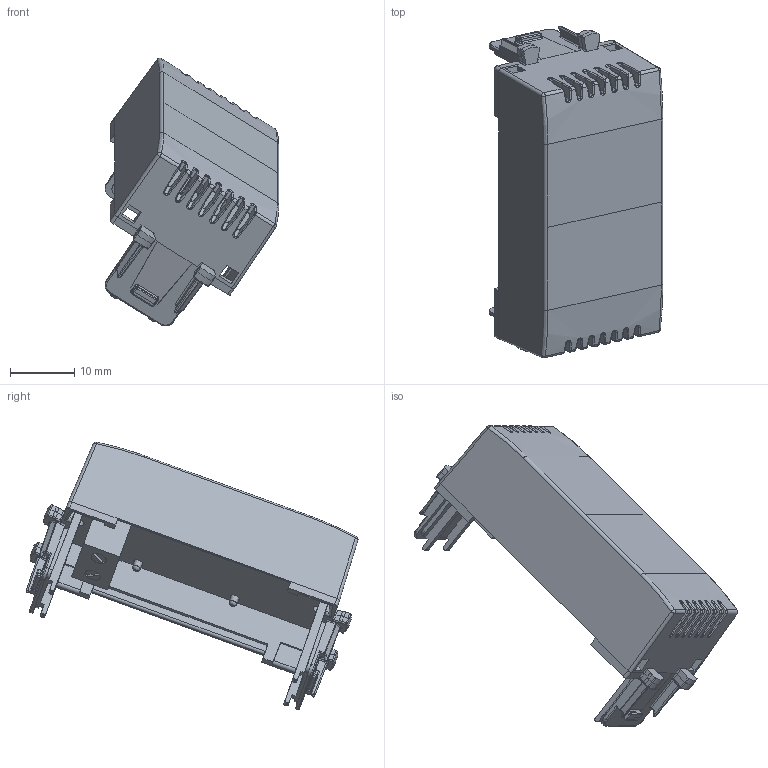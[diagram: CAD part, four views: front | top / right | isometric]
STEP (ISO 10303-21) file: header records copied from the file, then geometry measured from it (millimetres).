
FILE_DESCRIPTION(('CATIA V5 STEP Exchange'),'2;1');
FILE_NAME('441SO-NTC.stp','2024-02-29T14:21:31+00:00',('none'),('none'),'CATIA Version 5-6 Release 2016 SP6','CATIA V5 STEP AP203','none');
FILE_SCHEMA(('CONFIG_CONTROL_DESIGN'));
Products named in the file (1): 441SO-NTC
Assembly tree (3 placements, depth 2):
  441SO-NTC
    #57
    #43288
    #45132
Bounding box: 27.01 x 51.67 x 41.68 mm (x, y, z)
Volume: 5135.5 mm3; surface area: 8806.8 mm2
Topology: 5 solids, 5 shells, 957 faces, 2536 edges, 1519 vertices
Faces by surface type: cylinder 316, plane 285, bspline 194, revolution 54, cone 44, sphere 36, torus 14, extrusion 14
Entity records: 45159 total; most frequent: CARTESIAN_POINT 25199, ORIENTED_EDGE 4988, DIRECTION 2566, EDGE_CURVE 2494, VERTEX_POINT 1515, B_SPLINE_CURVE_WITH_KNOTS 1172, VECTOR 1030, LINE 1016
